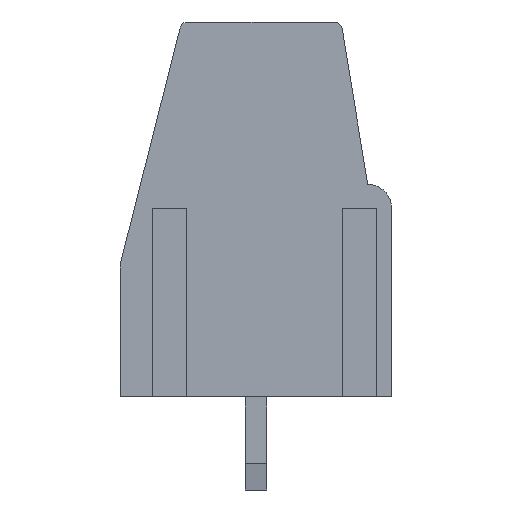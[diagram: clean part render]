
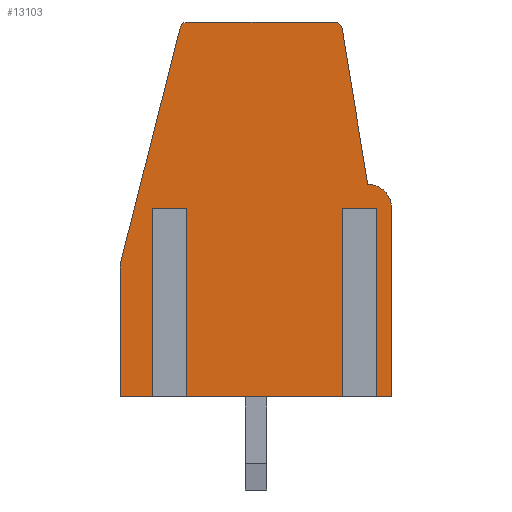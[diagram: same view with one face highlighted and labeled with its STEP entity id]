
A CAD part, left-side view. The second image highlights one B-rep face of the part: STEP entity #13103.
In plain terms, the highlighted planar face has unit normal (-1, 0, 0).
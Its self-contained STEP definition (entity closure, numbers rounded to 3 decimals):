
#9303 = VERTEX_POINT('',#9304);
#9304 = CARTESIAN_POINT('',(-43.18,2.586,14.1));
#9310 = EDGE_CURVE('',#9311,#9303,#9313,.T.);
#9311 = VERTEX_POINT('',#9312);
#9312 = CARTESIAN_POINT('',(-43.18,-2.925,14.1));
#9313 = LINE('',#9314,#9315);
#9314 = CARTESIAN_POINT('',(-43.18,-3.18,14.1));
#9315 = VECTOR('',#9316,1.);
#9316 = DIRECTION('',(0.,1.,0.));
#11940 = VERTEX_POINT('',#11941);
#11941 = CARTESIAN_POINT('',(-43.18,2.877,13.874));
#11947 = EDGE_CURVE('',#9303,#11940,#11948,.T.);
#11948 = CIRCLE('',#11949,0.3);
#11949 = AXIS2_PLACEMENT_3D('',#11950,#11951,#11952);
#11950 = CARTESIAN_POINT('',(-43.18,2.586,13.8));
#11951 = DIRECTION('',(-1.,0.,0.));
#11952 = DIRECTION('',(0.,-1.,0.));
#13103 = ADVANCED_FACE('',(#13104),#13228,.T.);
#13104 = FACE_BOUND('',#13105,.T.);
#13105 = EDGE_LOOP('',(#13106,#13116,#13124,#13132,#13140,#13148,#13157,
    #13165,#13172,#13173,#13174,#13182,#13190,#13198,#13206,#13214,
    #13222));
#13106 = ORIENTED_EDGE('',*,*,#13107,.F.);
#13107 = EDGE_CURVE('',#13108,#13110,#13112,.T.);
#13108 = VERTEX_POINT('',#13109);
#13109 = CARTESIAN_POINT('',(-43.18,-3.581,7.1));
#13110 = VERTEX_POINT('',#13111);
#13111 = CARTESIAN_POINT('',(-43.18,-3.581,0.));
#13112 = LINE('',#13113,#13114);
#13113 = CARTESIAN_POINT('',(-43.18,-3.581,6.7));
#13114 = VECTOR('',#13115,1.);
#13115 = DIRECTION('',(0.,0.,-1.));
#13116 = ORIENTED_EDGE('',*,*,#13117,.F.);
#13117 = EDGE_CURVE('',#13118,#13108,#13120,.T.);
#13118 = VERTEX_POINT('',#13119);
#13119 = CARTESIAN_POINT('',(-43.18,-4.179,7.1));
#13120 = LINE('',#13121,#13122);
#13121 = CARTESIAN_POINT('',(-43.18,-4.179,7.1));
#13122 = VECTOR('',#13123,1.);
#13123 = DIRECTION('',(0.,1.,0.));
#13124 = ORIENTED_EDGE('',*,*,#13125,.T.);
#13125 = EDGE_CURVE('',#13118,#13126,#13128,.T.);
#13126 = VERTEX_POINT('',#13127);
#13127 = CARTESIAN_POINT('',(-43.18,-4.179,0.));
#13128 = LINE('',#13129,#13130);
#13129 = CARTESIAN_POINT('',(-43.18,-4.179,6.7));
#13130 = VECTOR('',#13131,1.);
#13131 = DIRECTION('',(0.,0.,-1.));
#13132 = ORIENTED_EDGE('',*,*,#13133,.T.);
#13133 = EDGE_CURVE('',#13126,#13134,#13136,.T.);
#13134 = VERTEX_POINT('',#13135);
#13135 = CARTESIAN_POINT('',(-43.18,-5.08,0.));
#13136 = LINE('',#13137,#13138);
#13137 = CARTESIAN_POINT('',(-43.18,5.12,0.));
#13138 = VECTOR('',#13139,1.);
#13139 = DIRECTION('',(0.,-1.,0.));
#13140 = ORIENTED_EDGE('',*,*,#13141,.T.);
#13141 = EDGE_CURVE('',#13134,#13142,#13144,.T.);
#13142 = VERTEX_POINT('',#13143);
#13143 = CARTESIAN_POINT('',(-43.18,-5.08,7.1));
#13144 = LINE('',#13145,#13146);
#13145 = CARTESIAN_POINT('',(-43.18,-5.08,0.));
#13146 = VECTOR('',#13147,1.);
#13147 = DIRECTION('',(0.,0.,1.));
#13148 = ORIENTED_EDGE('',*,*,#13149,.T.);
#13149 = EDGE_CURVE('',#13142,#13150,#13152,.T.);
#13150 = VERTEX_POINT('',#13151);
#13151 = CARTESIAN_POINT('',(-43.18,-4.18,8.));
#13152 = CIRCLE('',#13153,0.9);
#13153 = AXIS2_PLACEMENT_3D('',#13154,#13155,#13156);
#13154 = CARTESIAN_POINT('',(-43.18,-4.18,7.1));
#13155 = DIRECTION('',(-1.,0.,0.));
#13156 = DIRECTION('',(0.,1.,0.));
#13157 = ORIENTED_EDGE('',*,*,#13158,.T.);
#13158 = EDGE_CURVE('',#13150,#13159,#13161,.T.);
#13159 = VERTEX_POINT('',#13160);
#13160 = CARTESIAN_POINT('',(-43.18,-3.221,13.849));
#13161 = LINE('',#13162,#13163);
#13162 = CARTESIAN_POINT('',(-43.18,-4.18,8.));
#13163 = VECTOR('',#13164,1.);
#13164 = DIRECTION('',(0.,0.162,0.987));
#13165 = ORIENTED_EDGE('',*,*,#13166,.T.);
#13166 = EDGE_CURVE('',#13159,#9311,#13167,.T.);
#13167 = CIRCLE('',#13168,0.3);
#13168 = AXIS2_PLACEMENT_3D('',#13169,#13170,#13171);
#13169 = CARTESIAN_POINT('',(-43.18,-2.925,13.8));
#13170 = DIRECTION('',(-1.,0.,0.));
#13171 = DIRECTION('',(0.,-1.,0.));
#13172 = ORIENTED_EDGE('',*,*,#9310,.T.);
#13173 = ORIENTED_EDGE('',*,*,#11947,.T.);
#13174 = ORIENTED_EDGE('',*,*,#13175,.T.);
#13175 = EDGE_CURVE('',#11940,#13176,#13178,.T.);
#13176 = VERTEX_POINT('',#13177);
#13177 = CARTESIAN_POINT('',(-43.18,5.12,5.));
#13178 = LINE('',#13179,#13180);
#13179 = CARTESIAN_POINT('',(-43.18,2.82,14.1));
#13180 = VECTOR('',#13181,1.);
#13181 = DIRECTION('',(0.,0.245,-0.97));
#13182 = ORIENTED_EDGE('',*,*,#13183,.T.);
#13183 = EDGE_CURVE('',#13176,#13184,#13186,.T.);
#13184 = VERTEX_POINT('',#13185);
#13185 = CARTESIAN_POINT('',(-43.18,5.12,0.));
#13186 = LINE('',#13187,#13188);
#13187 = CARTESIAN_POINT('',(-43.18,5.12,5.));
#13188 = VECTOR('',#13189,1.);
#13189 = DIRECTION('',(0.,0.,-1.));
#13190 = ORIENTED_EDGE('',*,*,#13191,.T.);
#13191 = EDGE_CURVE('',#13184,#13192,#13194,.T.);
#13192 = VERTEX_POINT('',#13193);
#13193 = CARTESIAN_POINT('',(-43.18,3.569,0.));
#13194 = LINE('',#13195,#13196);
#13195 = CARTESIAN_POINT('',(-43.18,5.12,0.));
#13196 = VECTOR('',#13197,1.);
#13197 = DIRECTION('',(0.,-1.,0.));
#13198 = ORIENTED_EDGE('',*,*,#13199,.F.);
#13199 = EDGE_CURVE('',#13200,#13192,#13202,.T.);
#13200 = VERTEX_POINT('',#13201);
#13201 = CARTESIAN_POINT('',(-43.18,3.569,7.1));
#13202 = LINE('',#13203,#13204);
#13203 = CARTESIAN_POINT('',(-43.18,3.569,6.7));
#13204 = VECTOR('',#13205,1.);
#13205 = DIRECTION('',(0.,0.,-1.));
#13206 = ORIENTED_EDGE('',*,*,#13207,.F.);
#13207 = EDGE_CURVE('',#13208,#13200,#13210,.T.);
#13208 = VERTEX_POINT('',#13209);
#13209 = CARTESIAN_POINT('',(-43.18,2.971,7.1));
#13210 = LINE('',#13211,#13212);
#13211 = CARTESIAN_POINT('',(-43.18,2.971,7.1));
#13212 = VECTOR('',#13213,1.);
#13213 = DIRECTION('',(0.,1.,0.));
#13214 = ORIENTED_EDGE('',*,*,#13215,.T.);
#13215 = EDGE_CURVE('',#13208,#13216,#13218,.T.);
#13216 = VERTEX_POINT('',#13217);
#13217 = CARTESIAN_POINT('',(-43.18,2.971,0.));
#13218 = LINE('',#13219,#13220);
#13219 = CARTESIAN_POINT('',(-43.18,2.971,6.7));
#13220 = VECTOR('',#13221,1.);
#13221 = DIRECTION('',(0.,0.,-1.));
#13222 = ORIENTED_EDGE('',*,*,#13223,.T.);
#13223 = EDGE_CURVE('',#13216,#13110,#13224,.T.);
#13224 = LINE('',#13225,#13226);
#13225 = CARTESIAN_POINT('',(-43.18,5.12,0.));
#13226 = VECTOR('',#13227,1.);
#13227 = DIRECTION('',(0.,-1.,0.));
#13228 = PLANE('',#13229);
#13229 = AXIS2_PLACEMENT_3D('',#13230,#13231,#13232);
#13230 = CARTESIAN_POINT('',(-43.18,-4.18,7.1));
#13231 = DIRECTION('',(-1.,0.,0.));
#13232 = DIRECTION('',(0.,-1.,0.));
